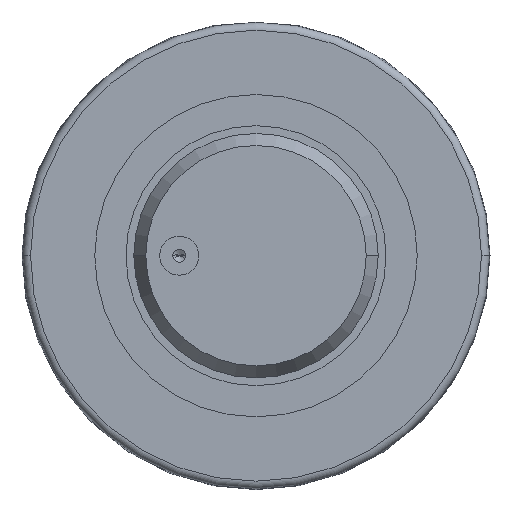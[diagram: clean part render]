
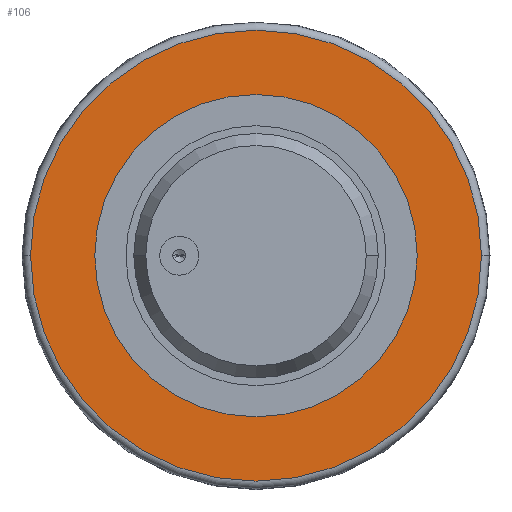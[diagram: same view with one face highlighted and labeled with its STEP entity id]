
A CAD part, left-side view. The second image highlights one B-rep face of the part: STEP entity #106.
In plain terms, the highlighted planar face has unit normal (-1, 0, 0).
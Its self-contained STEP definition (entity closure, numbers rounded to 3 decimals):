
#106=ADVANCED_FACE('',(#186,#187),#188,.F.);
#186=FACE_OUTER_BOUND('',#314,.T.);
#187=FACE_BOUND('',#315,.T.);
#188=PLANE('',#316);
#314=EDGE_LOOP('',(#604,#605));
#315=EDGE_LOOP('',(#606,#607));
#316=AXIS2_PLACEMENT_3D('',#608,#609,#610);
#604=ORIENTED_EDGE('',*,*,#792,.F.);
#605=ORIENTED_EDGE('',*,*,#724,.F.);
#606=ORIENTED_EDGE('',*,*,#747,.T.);
#607=ORIENTED_EDGE('',*,*,#784,.T.);
#608=CARTESIAN_POINT('',(12.5,0.0,0.0));
#609=DIRECTION('',(1.0,0.0,0.0));
#610=DIRECTION('',(0.0,1.0,0.0));
#724=EDGE_CURVE('',#840,#843,#844,.T.);
#747=EDGE_CURVE('',#886,#883,#887,.T.);
#784=EDGE_CURVE('',#883,#886,#949,.T.);
#792=EDGE_CURVE('',#843,#840,#957,.T.);
#840=VERTEX_POINT('',#1022);
#843=VERTEX_POINT('',#1025);
#844=CIRCLE('',#1026,86.722);
#883=VERTEX_POINT('',#1075);
#886=VERTEX_POINT('',#1079);
#887=CIRCLE('',#1080,62.0);
#949=CIRCLE('',#1318,62.0);
#957=CIRCLE('',#1326,86.722);
#1022=CARTESIAN_POINT('',(12.5,-86.722,0.));
#1025=CARTESIAN_POINT('',(12.5,86.722,0.));
#1026=AXIS2_PLACEMENT_3D('',#1396,#1397,#1398);
#1075=CARTESIAN_POINT('',(12.5,-62.0,0.));
#1079=CARTESIAN_POINT('',(12.5,62.0,0.0));
#1080=AXIS2_PLACEMENT_3D('',#1443,#1444,#1445);
#1318=AXIS2_PLACEMENT_3D('',#1492,#1493,#1494);
#1326=AXIS2_PLACEMENT_3D('',#1516,#1517,#1518);
#1396=CARTESIAN_POINT('',(12.5,0.0,0.0));
#1397=DIRECTION('',(1.0,0.0,0.0));
#1398=DIRECTION('',(0.0,1.0,0.0));
#1443=CARTESIAN_POINT('',(12.5,0.0,0.0));
#1444=DIRECTION('',(1.0,0.0,0.0));
#1445=DIRECTION('',(0.0,1.0,0.0));
#1492=CARTESIAN_POINT('',(12.5,0.0,0.0));
#1493=DIRECTION('',(1.0,0.0,0.0));
#1494=DIRECTION('',(0.0,1.0,0.0));
#1516=CARTESIAN_POINT('',(12.5,0.0,0.0));
#1517=DIRECTION('',(1.0,0.0,0.0));
#1518=DIRECTION('',(0.0,1.0,0.0));
